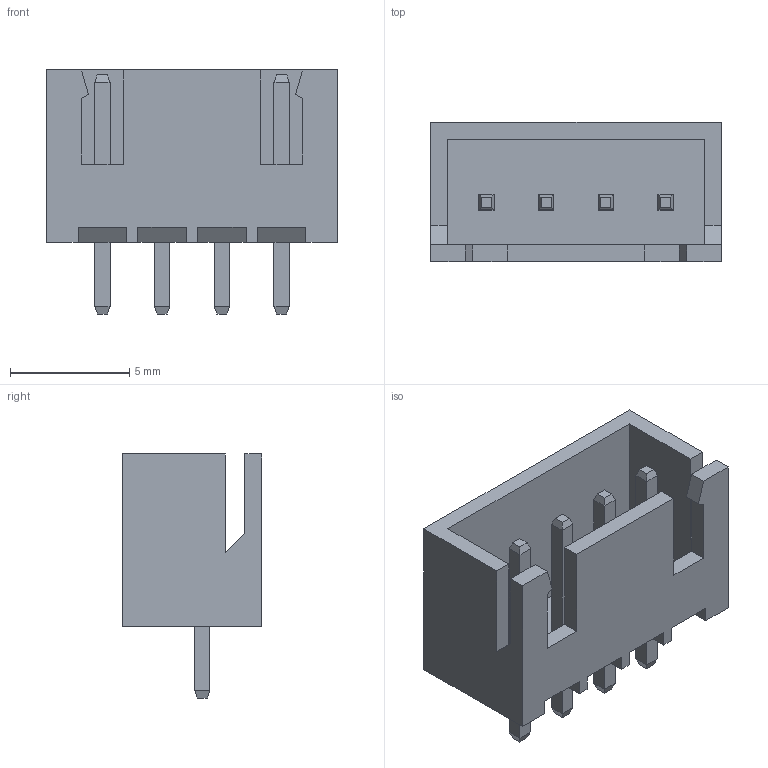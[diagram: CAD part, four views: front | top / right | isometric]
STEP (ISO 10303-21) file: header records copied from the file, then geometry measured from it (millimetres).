
FILE_DESCRIPTION (( 'STEP AP214' ), '1' );
FILE_NAME ('7B2EFFAD-34C0-4998-8A63-17717556D248.STEP', '2023-07-01T15:02:27', ( '' ), ( '' ), 'SwSTEP 2.0', 'SolidWorks 2022', '' );
FILE_SCHEMA (( 'AUTOMOTIVE_DESIGN' ));
Length unit declared in the file: millimetre
Products named in the file (1): 7B2EFFAD-34C0-4998-8A63-17717556D248
Bounding box: 12.17 x 5.84 x 10.21 mm (x, y, z)
Volume: 191.7 mm3; surface area: 680.8 mm2
Topology: 21 solids, 21 shells, 304 faces, 726 edges, 468 vertices
Faces by surface type: plane 261, bspline 43
Entity records: 10153 total; most frequent: CARTESIAN_POINT 2491, ORIENTED_EDGE 1452, DIRECTION 1107, EDGE_CURVE 726, LINE 583, VECTOR 583, VERTEX_POINT 468, EDGE_LOOP 320
